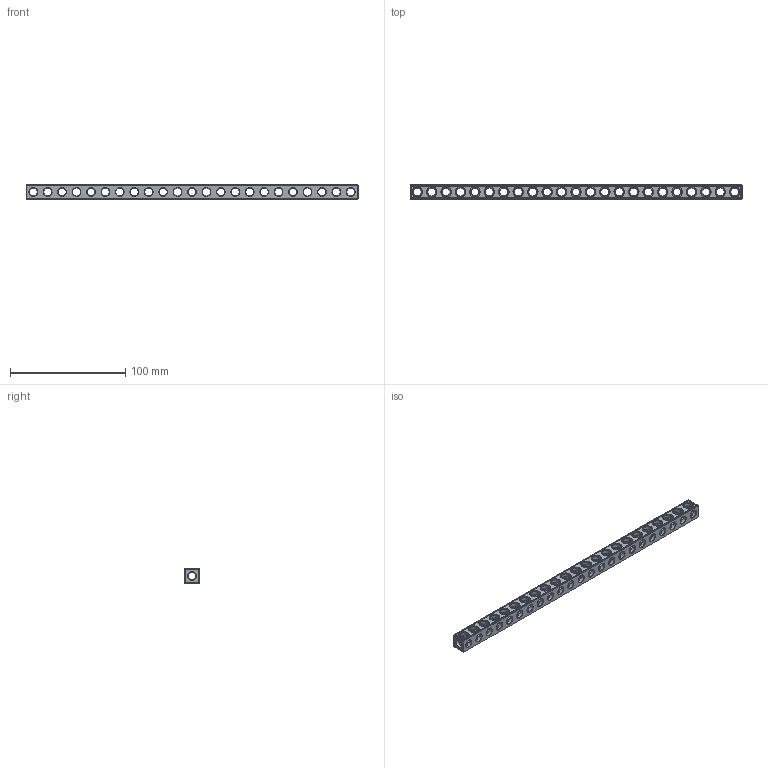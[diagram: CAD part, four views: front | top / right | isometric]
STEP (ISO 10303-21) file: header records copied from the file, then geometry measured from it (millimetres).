
FILE_DESCRIPTION(('FreeCAD Model'),'2;1');
FILE_NAME('Open CASCADE Shape Model','2021-05-23T22:08:00',( 'Paulo Kiefe'),('STEMFIE.org'),'Open CASCADE STEP processor 7.4', 'FreeCAD','Unknown');
FILE_SCHEMA(('AUTOMOTIVE_DESIGN { 1 0 10303 214 1 1 1 1 }'));
Products named in the file (1): Beam_STR_ESS_BU23x01x01_-_SPN-BEM-0060_(stemfie.org)
Bounding box: 287.5 x 12.5 x 12.5 mm (x, y, z)
Volume: 22452 mm3; surface area: 20154.6 mm2
Topology: 1 solids, 1 shells, 709 faces, 2221 edges, 1480 vertices
Faces by surface type: plane 352, cylinder 139, extrusion 124, cone 94
Full cylindrical faces by diameter (mm): 7 x116, 9.2 x23
Entity records: 79480 total; most frequent: CARTESIAN_POINT 37607, DIRECTION 7034, ORIENTED_EDGE 4442, PCURVE 4442, DEFINITIONAL_REPRESENTATION 4442, VECTOR 4312, LINE 4188, EDGE_CURVE 2221
